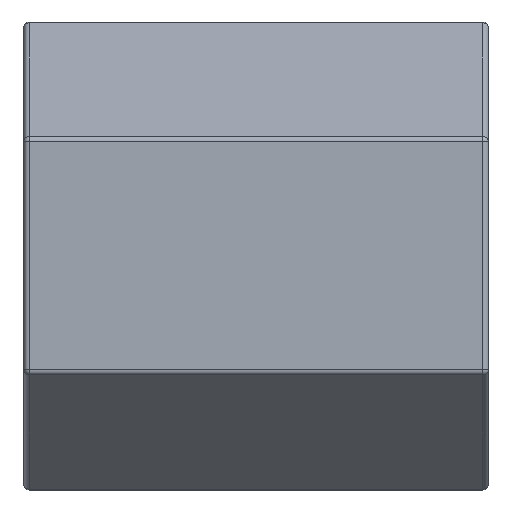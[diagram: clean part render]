
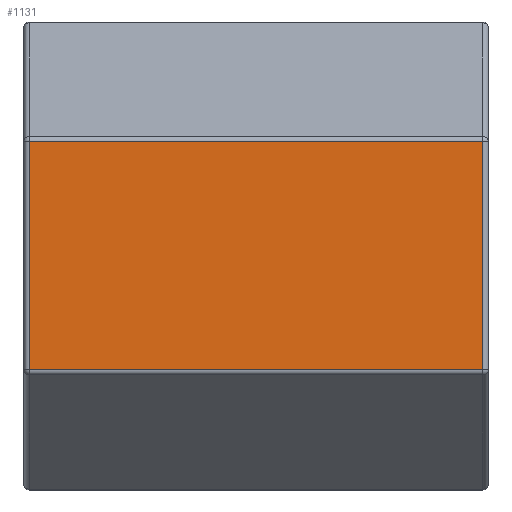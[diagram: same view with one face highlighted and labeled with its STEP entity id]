
A CAD part, top view. The second image highlights one B-rep face of the part: STEP entity #1131.
In plain terms, the highlighted planar face has unit normal (0, 0, 1).
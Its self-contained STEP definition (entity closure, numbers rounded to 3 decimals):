
#72 = VERTEX_POINT ( 'NONE', #835 ) ;
#90 = DIRECTION ( 'NONE',  ( 1., 0., 0. ) ) ;
#103 = ORIENTED_EDGE ( 'NONE', *, *, #277, .T. ) ;
#148 = EDGE_CURVE ( 'NONE', #597, #429, #946, .T. ) ;
#153 = DIRECTION ( 'NONE',  ( 0., -1., 0. ) ) ;
#156 = CARTESIAN_POINT ( 'NONE',  ( 0.1, 2.021, 3.5 ) ) ;
#215 = CARTESIAN_POINT ( 'NONE',  ( 7.9, 2.021, 3.5 ) ) ;
#230 = EDGE_CURVE ( 'NONE', #637, #72, #1123, .T. ) ;
#240 = DIRECTION ( 'NONE',  ( 0., 1., 0. ) ) ;
#267 = CARTESIAN_POINT ( 'NONE',  ( 8., -1.963, 3.5 ) ) ;
#277 = EDGE_CURVE ( 'NONE', #72, #597, #772, .T. ) ;
#294 = EDGE_LOOP ( 'NONE', ( #542, #1246, #103, #437 ) ) ;
#315 = CARTESIAN_POINT ( 'NONE',  ( 8., 1.963, 3.5 ) ) ;
#334 = EDGE_CURVE ( 'NONE', #429, #637, #1150, .T. ) ;
#335 = DIRECTION ( 'NONE',  ( -1., 0., 0. ) ) ;
#389 = VECTOR ( 'NONE', #240, 1000. ) ;
#429 = VERTEX_POINT ( 'NONE', #994 ) ;
#437 = ORIENTED_EDGE ( 'NONE', *, *, #148, .T. ) ;
#542 = ORIENTED_EDGE ( 'NONE', *, *, #334, .T. ) ;
#589 = PLANE ( 'NONE',  #1101 ) ;
#597 = VERTEX_POINT ( 'NONE', #775 ) ;
#607 = VECTOR ( 'NONE', #153, 1000. ) ;
#637 = VERTEX_POINT ( 'NONE', #759 ) ;
#712 = DIRECTION ( 'NONE',  ( 0., 0., -1. ) ) ;
#755 = VECTOR ( 'NONE', #335, 1000. ) ;
#759 = CARTESIAN_POINT ( 'NONE',  ( 0.1, -1.963, 3.5 ) ) ;
#767 = CARTESIAN_POINT ( 'NONE',  ( 8., 2.021, 3.5 ) ) ;
#772 = LINE ( 'NONE', #215, #389 ) ;
#775 = CARTESIAN_POINT ( 'NONE',  ( 7.9, 1.963, 3.5 ) ) ;
#835 = CARTESIAN_POINT ( 'NONE',  ( 7.9, -1.963, 3.5 ) ) ;
#946 = LINE ( 'NONE', #315, #755 ) ;
#986 = VECTOR ( 'NONE', #90, 1000. ) ;
#994 = CARTESIAN_POINT ( 'NONE',  ( 0.1, 1.963, 3.5 ) ) ;
#1101 = AXIS2_PLACEMENT_3D ( 'NONE', #767, #712, #1238 ) ;
#1123 = LINE ( 'NONE', #267, #986 ) ;
#1131 = ADVANCED_FACE ( 'NONE', ( #1201 ), #589, .F. ) ;
#1150 = LINE ( 'NONE', #156, #607 ) ;
#1201 = FACE_OUTER_BOUND ( 'NONE', #294, .T. ) ;
#1238 = DIRECTION ( 'NONE',  ( 0., 1., 0. ) ) ;
#1246 = ORIENTED_EDGE ( 'NONE', *, *, #230, .T. ) ;
